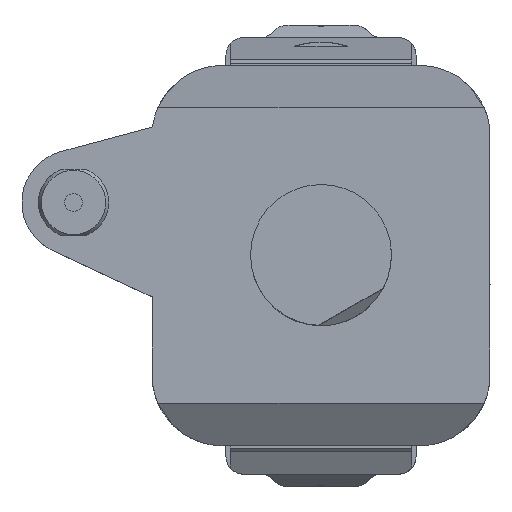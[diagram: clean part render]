
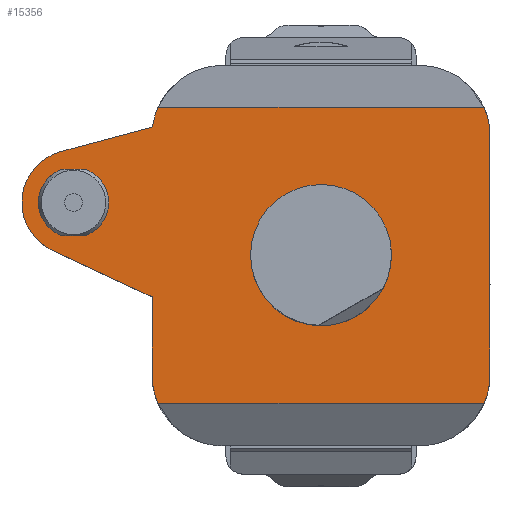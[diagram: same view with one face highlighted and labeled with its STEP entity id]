
A CAD part, top view. The second image highlights one B-rep face of the part: STEP entity #15356.
In plain terms, the highlighted planar face has unit normal (0, 0, 1).
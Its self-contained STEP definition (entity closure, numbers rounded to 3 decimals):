
#94 = LINE ( 'NONE', #26417, #32547 ) ;
#304 = DIRECTION ( 'NONE',  ( -0.966, -0.259, 0. ) ) ;
#370 = VERTEX_POINT ( 'NONE', #23970 ) ;
#706 = ORIENTED_EDGE ( 'NONE', *, *, #19301, .T. ) ;
#948 = CIRCLE ( 'NONE', #37532, 20. ) ;
#1476 = AXIS2_PLACEMENT_3D ( 'NONE', #9765, #30238, #35412 ) ;
#1716 = VERTEX_POINT ( 'NONE', #9406 ) ;
#2139 = CARTESIAN_POINT ( 'NONE',  ( 0., 0., 12. ) ) ;
#2897 = EDGE_CURVE ( 'NONE', #12593, #28928, #948, .T. ) ;
#2926 = LINE ( 'NONE', #5196, #16891 ) ;
#3017 = CIRCLE ( 'NONE', #20658, 20. ) ;
#3423 = CARTESIAN_POINT ( 'NONE',  ( 0., 0., 12. ) ) ;
#4028 = EDGE_CURVE ( 'NONE', #35917, #9338, #3017, .T. ) ;
#4141 = EDGE_LOOP ( 'NONE', ( #5179 ) ) ;
#4564 = LINE ( 'NONE', #10499, #15458 ) ;
#5120 = VERTEX_POINT ( 'NONE', #24784 ) ;
#5179 = ORIENTED_EDGE ( 'NONE', *, *, #22229, .F. ) ;
#5196 = CARTESIAN_POINT ( 'NONE',  ( -46.33, 42., 12. ) ) ;
#5889 = CARTESIAN_POINT ( 'NONE',  ( -48., -11.809, 12. ) ) ;
#5979 = VERTEX_POINT ( 'NONE', #33052 ) ;
#6259 = PLANE ( 'NONE',  #30908 ) ;
#6808 = FACE_BOUND ( 'NONE', #19153, .T. ) ;
#6810 = CARTESIAN_POINT ( 'NONE',  ( -46.33, 42., 12. ) ) ;
#7091 = CARTESIAN_POINT ( 'NONE',  ( -28., -34., 12. ) ) ;
#7507 = CIRCLE ( 'NONE', #22146, 15. ) ;
#8096 = EDGE_CURVE ( 'NONE', #19797, #12053, #30285, .T. ) ;
#8309 = VERTEX_POINT ( 'NONE', #6810 ) ;
#8475 = DIRECTION ( 'NONE',  ( 0.906, -0.423, 0. ) ) ;
#8534 = DIRECTION ( 'NONE',  ( 1., 0., 0. ) ) ;
#8571 = EDGE_LOOP ( 'NONE', ( #11638, #29868, #14079, #706, #27360, #37617, #8820, #18664, #10090, #21927, #34553 ) ) ;
#8728 = DIRECTION ( 'NONE',  ( 0., 1., 0. ) ) ;
#8820 = ORIENTED_EDGE ( 'NONE', *, *, #8096, .T. ) ;
#9338 = VERTEX_POINT ( 'NONE', #35013 ) ;
#9406 = CARTESIAN_POINT ( 'NONE',  ( -47.848, 36.465, 12. ) ) ;
#9765 = CARTESIAN_POINT ( 'NONE',  ( -70.3, 15., 12. ) ) ;
#10090 = ORIENTED_EDGE ( 'NONE', *, *, #2897, .T. ) ;
#10458 = CARTESIAN_POINT ( 'NONE',  ( -46.33, -42., 12. ) ) ;
#10499 = CARTESIAN_POINT ( 'NONE',  ( -46.33, -42., 12. ) ) ;
#11638 = ORIENTED_EDGE ( 'NONE', *, *, #13706, .T. ) ;
#12053 = VERTEX_POINT ( 'NONE', #10458 ) ;
#12593 = VERTEX_POINT ( 'NONE', #35021 ) ;
#12741 = DIRECTION ( 'NONE',  ( 0., 0., 1. ) ) ;
#12955 = DIRECTION ( 'NONE',  ( 1., 0., 0. ) ) ;
#13014 = CIRCLE ( 'NONE', #23393, 19.854 ) ;
#13179 = DIRECTION ( 'NONE',  ( 1., 0., 0. ) ) ;
#13706 = EDGE_CURVE ( 'NONE', #9338, #8309, #2926, .T. ) ;
#14079 = ORIENTED_EDGE ( 'NONE', *, *, #17746, .T. ) ;
#15356 = ADVANCED_FACE ( 'NONE', ( #30144, #6808, #29751 ), #6259, .T. ) ;
#15413 = LINE ( 'NONE', #27050, #20651 ) ;
#15458 = VECTOR ( 'NONE', #13179, 1000. ) ;
#16729 = CARTESIAN_POINT ( 'NONE',  ( -19.854, 0., 12. ) ) ;
#16891 = VECTOR ( 'NONE', #31972, 1000. ) ;
#17068 = DIRECTION ( 'NONE',  ( 0., 0., 1. ) ) ;
#17489 = DIRECTION ( 'NONE',  ( 0., 0., 1. ) ) ;
#17746 = EDGE_CURVE ( 'NONE', #1716, #5120, #94, .T. ) ;
#18539 = EDGE_CURVE ( 'NONE', #8309, #1716, #26369, .T. ) ;
#18662 = DIRECTION ( 'NONE',  ( 0., 0., 1. ) ) ;
#18664 = ORIENTED_EDGE ( 'NONE', *, *, #20778, .T. ) ;
#18727 = DIRECTION ( 'NONE',  ( 1., 0., 0. ) ) ;
#19153 = EDGE_LOOP ( 'NONE', ( #26522 ) ) ;
#19301 = EDGE_CURVE ( 'NONE', #5120, #370, #7507, .T. ) ;
#19797 = VERTEX_POINT ( 'NONE', #35994 ) ;
#20013 = VECTOR ( 'NONE', #8475, 1000. ) ;
#20147 = CARTESIAN_POINT ( 'NONE',  ( -70.3, 6.5, 12. ) ) ;
#20651 = VECTOR ( 'NONE', #8728, 1000. ) ;
#20658 = AXIS2_PLACEMENT_3D ( 'NONE', #35073, #17068, #26035 ) ;
#20778 = EDGE_CURVE ( 'NONE', #12053, #12593, #4564, .T. ) ;
#21542 = CARTESIAN_POINT ( 'NONE',  ( -70., 15., 12. ) ) ;
#21927 = ORIENTED_EDGE ( 'NONE', *, *, #25481, .T. ) ;
#22146 = AXIS2_PLACEMENT_3D ( 'NONE', #21542, #18662, #12955 ) ;
#22229 = EDGE_CURVE ( 'NONE', #32204, #32204, #13014, .T. ) ;
#22687 = DIRECTION ( 'NONE',  ( 0., 0., 1. ) ) ;
#22913 = EDGE_CURVE ( 'NONE', #28758, #28758, #30147, .T. ) ;
#22985 = LINE ( 'NONE', #34687, #20013 ) ;
#23055 = CARTESIAN_POINT ( 'NONE',  ( 48., 34., 12. ) ) ;
#23393 = AXIS2_PLACEMENT_3D ( 'NONE', #2139, #34430, #23441 ) ;
#23441 = DIRECTION ( 'NONE',  ( -1., 0., 0. ) ) ;
#23648 = LINE ( 'NONE', #5889, #29985 ) ;
#23970 = CARTESIAN_POINT ( 'NONE',  ( -76.339, 1.405, 12. ) ) ;
#24188 = EDGE_CURVE ( 'NONE', #5979, #19797, #23648, .T. ) ;
#24380 = DIRECTION ( 'NONE',  ( 1., 0., 0. ) ) ;
#24784 = CARTESIAN_POINT ( 'NONE',  ( -73.882, 29.489, 12. ) ) ;
#25481 = EDGE_CURVE ( 'NONE', #28928, #35917, #15413, .T. ) ;
#25702 = EDGE_CURVE ( 'NONE', #370, #5979, #22985, .T. ) ;
#26035 = DIRECTION ( 'NONE',  ( 1., 0., 0. ) ) ;
#26369 = CIRCLE ( 'NONE', #31289, 20. ) ;
#26417 = CARTESIAN_POINT ( 'NONE',  ( -47.848, 36.465, 12. ) ) ;
#26517 = DIRECTION ( 'NONE',  ( 0., -1., 0. ) ) ;
#26522 = ORIENTED_EDGE ( 'NONE', *, *, #22913, .T. ) ;
#27050 = CARTESIAN_POINT ( 'NONE',  ( 48., -34., 12. ) ) ;
#27360 = ORIENTED_EDGE ( 'NONE', *, *, #25702, .T. ) ;
#28758 = VERTEX_POINT ( 'NONE', #20147 ) ;
#28928 = VERTEX_POINT ( 'NONE', #37124 ) ;
#29751 = FACE_BOUND ( 'NONE', #4141, .T. ) ;
#29868 = ORIENTED_EDGE ( 'NONE', *, *, #18539, .T. ) ;
#29985 = VECTOR ( 'NONE', #26517, 1000. ) ;
#30144 = FACE_OUTER_BOUND ( 'NONE', #8571, .T. ) ;
#30147 = CIRCLE ( 'NONE', #1476, 8.5 ) ;
#30238 = DIRECTION ( 'NONE',  ( 0., 0., -1. ) ) ;
#30285 = CIRCLE ( 'NONE', #30875, 20. ) ;
#30875 = AXIS2_PLACEMENT_3D ( 'NONE', #7091, #31518, #18727 ) ;
#30908 = AXIS2_PLACEMENT_3D ( 'NONE', #3423, #12741, #24380 ) ;
#31289 = AXIS2_PLACEMENT_3D ( 'NONE', #32220, #17489, #34724 ) ;
#31518 = DIRECTION ( 'NONE',  ( 0., 0., 1. ) ) ;
#31972 = DIRECTION ( 'NONE',  ( -1., 0., 0. ) ) ;
#32204 = VERTEX_POINT ( 'NONE', #16729 ) ;
#32220 = CARTESIAN_POINT ( 'NONE',  ( -28., 34., 12. ) ) ;
#32547 = VECTOR ( 'NONE', #304, 1000. ) ;
#33052 = CARTESIAN_POINT ( 'NONE',  ( -48., -11.809, 12. ) ) ;
#34430 = DIRECTION ( 'NONE',  ( 0., 0., 1. ) ) ;
#34553 = ORIENTED_EDGE ( 'NONE', *, *, #4028, .T. ) ;
#34564 = CARTESIAN_POINT ( 'NONE',  ( 28., -34., 12. ) ) ;
#34687 = CARTESIAN_POINT ( 'NONE',  ( -76.339, 1.405, 12. ) ) ;
#34724 = DIRECTION ( 'NONE',  ( 1., 0., 0. ) ) ;
#35013 = CARTESIAN_POINT ( 'NONE',  ( 46.33, 42., 12. ) ) ;
#35021 = CARTESIAN_POINT ( 'NONE',  ( 46.33, -42., 12. ) ) ;
#35073 = CARTESIAN_POINT ( 'NONE',  ( 28., 34., 12. ) ) ;
#35412 = DIRECTION ( 'NONE',  ( 0., -1., 0. ) ) ;
#35917 = VERTEX_POINT ( 'NONE', #23055 ) ;
#35994 = CARTESIAN_POINT ( 'NONE',  ( -48., -34., 12. ) ) ;
#37124 = CARTESIAN_POINT ( 'NONE',  ( 48., -34., 12. ) ) ;
#37532 = AXIS2_PLACEMENT_3D ( 'NONE', #34564, #22687, #8534 ) ;
#37617 = ORIENTED_EDGE ( 'NONE', *, *, #24188, .T. ) ;
